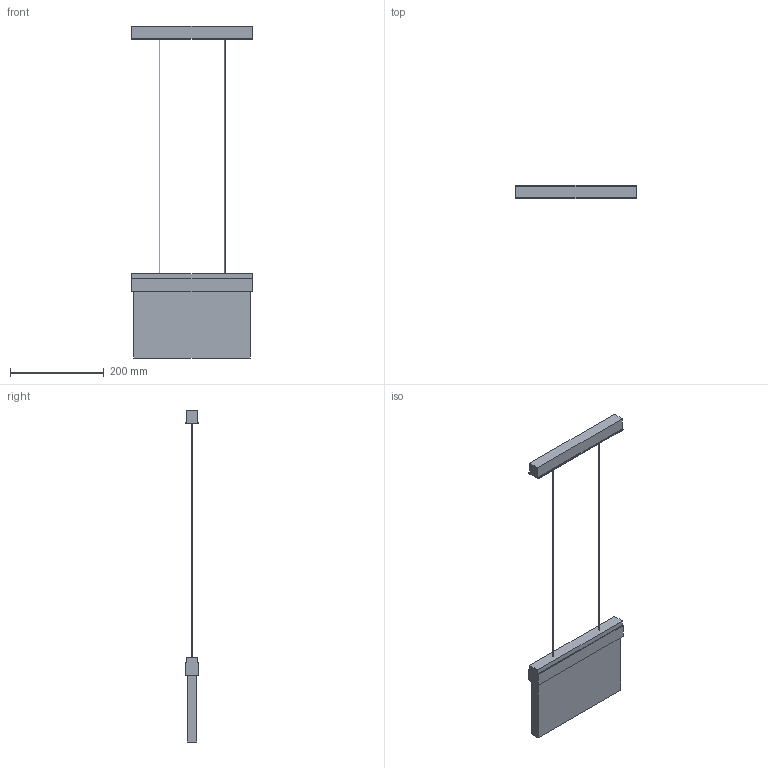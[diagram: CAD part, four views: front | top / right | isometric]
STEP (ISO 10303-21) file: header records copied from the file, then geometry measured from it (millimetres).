
FILE_DESCRIPTION(/* description */ ('Unknown'),/* implementation_level */ '2;1');
FILE_NAME(/* name */ 'SNP 1216 S LED 24V',/* time_stamp */ '2018-09-24T11:02:03+02:00',/* author */ ('Unknown'),/* organization */ ('Unknown'),/* preprocessor_version */ 'ST-DEVELOPER v16.7',/* originating_system */ 'DEX',/* authorisation */ $);
FILE_SCHEMA (('AUTOMOTIVE_DESIGN {1 0 10303 214 3 1 1}'));
Length unit declared in the file: millimetre
Products named in the file (1): SNP 1216 D LED 24V
Bounding box: 256 x 28 x 708 mm (x, y, z)
Volume: 1147689.6 mm3; surface area: 148560.6 mm2
Topology: 1 solids, 1 shells, 27 faces, 66 edges, 44 vertices
Faces by surface type: plane 25, cylinder 2
Full cylindrical faces by diameter (mm): 2 x2
Entity records: 808 total; most frequent: CARTESIAN_POINT 136, ORIENTED_EDGE 128, DIRECTION 124, EDGE_CURVE 64, LINE 60, VECTOR 60, VERTEX_POINT 44, EDGE_LOOP 34
